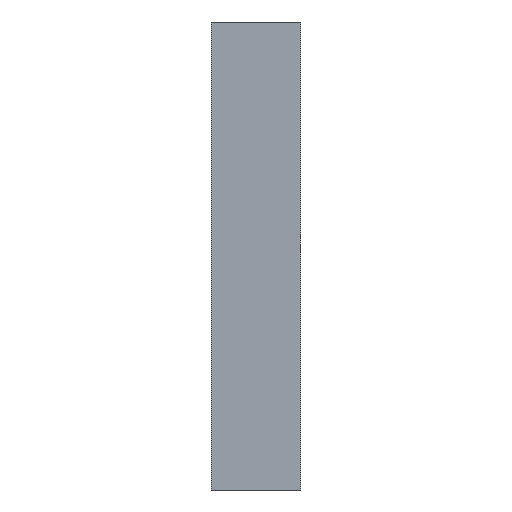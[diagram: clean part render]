
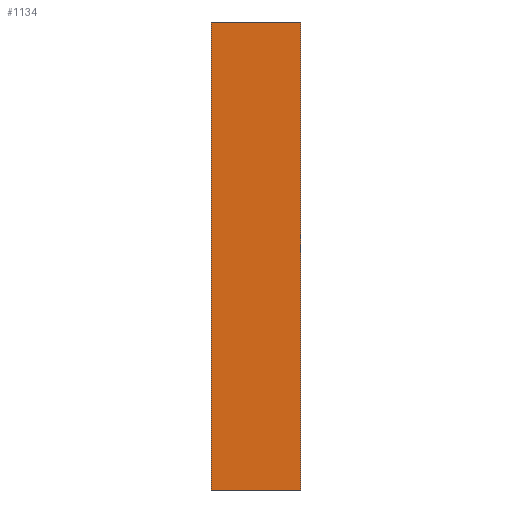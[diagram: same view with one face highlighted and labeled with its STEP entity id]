
A CAD part, left-side view. The second image highlights one B-rep face of the part: STEP entity #1134.
In plain terms, the highlighted planar face has unit normal (-1, 0, 0).
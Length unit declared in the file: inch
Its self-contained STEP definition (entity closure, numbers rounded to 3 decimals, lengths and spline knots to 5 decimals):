
#113 = LINE ( 'NONE', #607, #377 ) ;
#128 = VECTOR ( 'NONE', #619, 39.37008 ) ;
#134 = LINE ( 'NONE', #1632, #128 ) ;
#158 = LINE ( 'NONE', #1194, #1260 ) ;
#168 = DIRECTION ( 'NONE',  ( 0., 1., 0. ) ) ;
#240 = EDGE_LOOP ( 'NONE', ( #999, #448, #1420, #1827 ) ) ;
#312 = VERTEX_POINT ( 'NONE', #1344 ) ;
#377 = VECTOR ( 'NONE', #567, 39.37008 ) ;
#397 = DIRECTION ( 'NONE',  ( -1., 0., 0. ) ) ;
#407 = AXIS2_PLACEMENT_3D ( 'NONE', #820, #397, #971 ) ;
#426 = CARTESIAN_POINT ( 'NONE',  ( -2.375, -0.48, 1.25 ) ) ;
#448 = ORIENTED_EDGE ( 'NONE', *, *, #910, .F. ) ;
#549 = PLANE ( 'NONE',  #407 ) ;
#567 = DIRECTION ( 'NONE',  ( 0., 1., 0. ) ) ;
#570 = FACE_OUTER_BOUND ( 'NONE', #240, .T. ) ;
#607 = CARTESIAN_POINT ( 'NONE',  ( -2.375, -0.48, 1.25 ) ) ;
#619 = DIRECTION ( 'NONE',  ( 0., 0., 1. ) ) ;
#679 = LINE ( 'NONE', #698, #1143 ) ;
#698 = CARTESIAN_POINT ( 'NONE',  ( -2.375, 0., 1.25 ) ) ;
#756 = CARTESIAN_POINT ( 'NONE',  ( -2.375, 0., -1.25 ) ) ;
#820 = CARTESIAN_POINT ( 'NONE',  ( -2.375, -0.48, 1.25 ) ) ;
#910 = EDGE_CURVE ( 'NONE', #312, #1319, #158, .T. ) ;
#971 = DIRECTION ( 'NONE',  ( 0., 0., 1. ) ) ;
#999 = ORIENTED_EDGE ( 'NONE', *, *, #1148, .F. ) ;
#1120 = VERTEX_POINT ( 'NONE', #426 ) ;
#1134 = ADVANCED_FACE ( 'NONE', ( #570 ), #549, .T. ) ;
#1143 = VECTOR ( 'NONE', #1847, 39.37008 ) ;
#1148 = EDGE_CURVE ( 'NONE', #1319, #1545, #679, .T. ) ;
#1194 = CARTESIAN_POINT ( 'NONE',  ( -2.375, -0.48, -1.25 ) ) ;
#1195 = EDGE_CURVE ( 'NONE', #312, #1120, #134, .T. ) ;
#1260 = VECTOR ( 'NONE', #168, 39.37008 ) ;
#1319 = VERTEX_POINT ( 'NONE', #756 ) ;
#1344 = CARTESIAN_POINT ( 'NONE',  ( -2.375, -0.48, -1.25 ) ) ;
#1420 = ORIENTED_EDGE ( 'NONE', *, *, #1195, .T. ) ;
#1545 = VERTEX_POINT ( 'NONE', #1725 ) ;
#1632 = CARTESIAN_POINT ( 'NONE',  ( -2.375, -0.48, 1.25 ) ) ;
#1725 = CARTESIAN_POINT ( 'NONE',  ( -2.375, 0., 1.25 ) ) ;
#1827 = ORIENTED_EDGE ( 'NONE', *, *, #1897, .T. ) ;
#1847 = DIRECTION ( 'NONE',  ( 0., 0., 1. ) ) ;
#1897 = EDGE_CURVE ( 'NONE', #1120, #1545, #113, .T. ) ;
